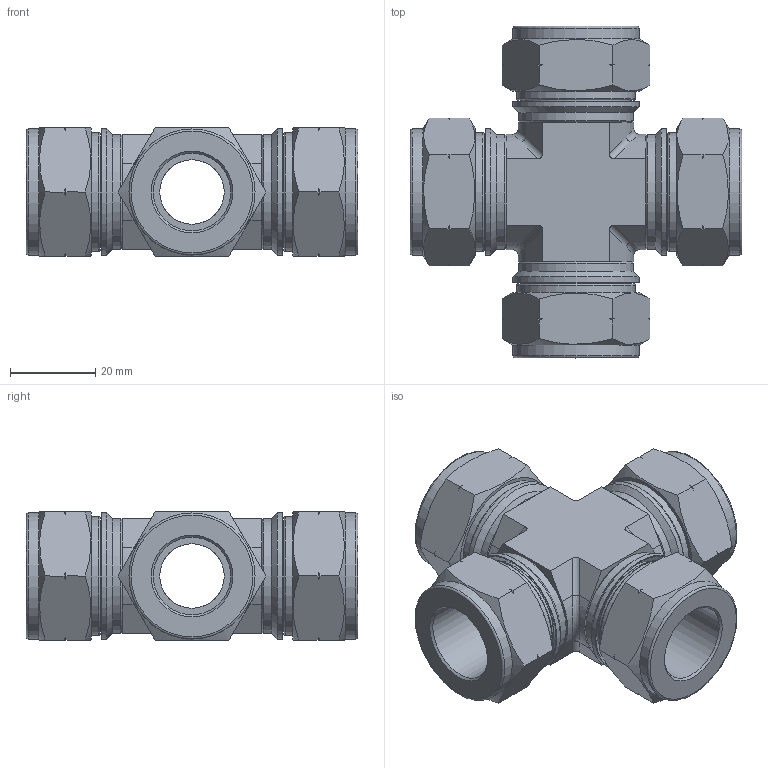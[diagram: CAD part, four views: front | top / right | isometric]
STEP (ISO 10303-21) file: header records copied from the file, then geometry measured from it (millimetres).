
FILE_DESCRIPTION(/* description */ (''),/* implementation_level */ '2;1');
FILE_NAME(/* name */ 'SUCI-18M.stp',/* time_stamp */ '2022-07-08T16:34:11+09:00',/* author */ ('user'),/* organization */ (''),/* preprocessor_version */ 'ST-DEVELOPER v18.1',/* originating_system */ 'Autodesk Inventor 2022',/* authorisation */ '');
FILE_SCHEMA (('AUTOMOTIVE_DESIGN { 1 0 10303 214 3 1 1 }'));
Length unit declared in the file: millimetre
Products named in the file (1): SUC-18M
Bounding box: 77.67 x 77.67 x 30 mm (x, y, z)
Volume: 54920.1 mm3; surface area: 26108.4 mm2
Topology: 1 solids, 1 shells, 214 faces, 504 edges, 314 vertices
Faces by surface type: cone 80, plane 70, cylinder 52, torus 8, bspline 4
Full cylindrical faces by diameter (mm): 15.1 x4, 18.15 x4, 23.7 x4, 24.2 x4, 25.4 x4, 26.9 x4, 27.8 x4, 29.5 x8
Entity records: 6105 total; most frequent: CARTESIAN_POINT 1437, ORIENTED_EDGE 1008, DIRECTION 954, EDGE_CURVE 504, AXIS2_PLACEMENT_3D 383, VERTEX_POINT 314, EDGE_LOOP 242, FACE_OUTER_BOUND 214
